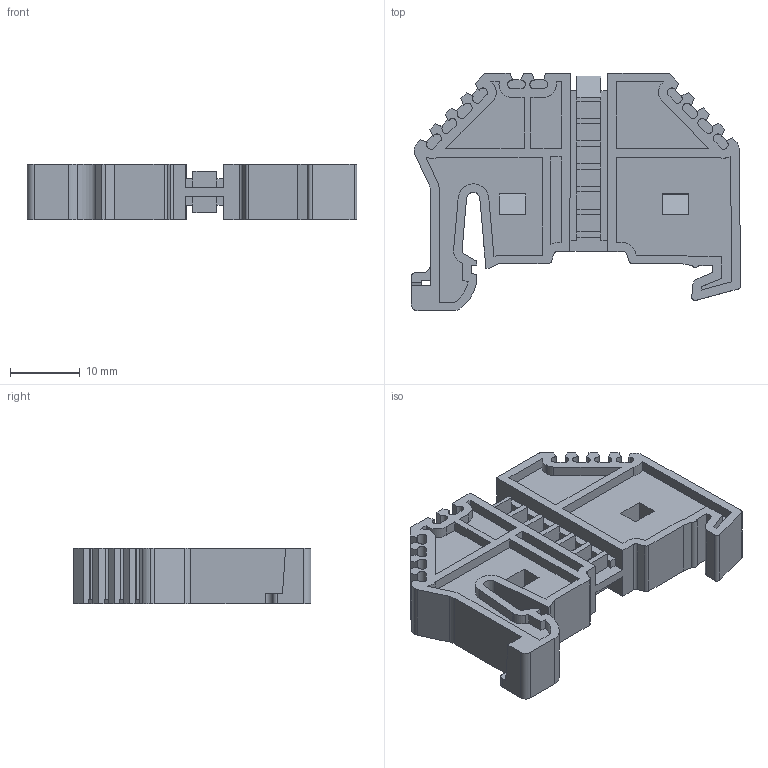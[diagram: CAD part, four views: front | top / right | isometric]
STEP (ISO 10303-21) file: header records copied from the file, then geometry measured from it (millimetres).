
FILE_DESCRIPTION (( 'STEP AP214' ), '1' );
FILE_NAME ('KN-EB4.step', '2015-05-04T11:25:08', ( '' ), ( '' ), 'SwSTEP 2.0', 'SolidWorks 2014', '' );
FILE_SCHEMA (( 'AUTOMOTIVE_DESIGN' ));
Length unit declared in the file: millimetre
Products named in the file (1): KN-EB4
Bounding box: 47.12 x 34 x 8 mm (x, y, z)
Volume: 6334.9 mm3; surface area: 5847.1 mm2
Topology: 2 solids, 2 shells, 442 faces, 1235 edges, 806 vertices
Faces by surface type: plane 355, cylinder 87
Entity records: 18860 total; most frequent: CARTESIAN_POINT 2484, ORIENTED_EDGE 2470, DIRECTION 2299, EDGE_CURVE 1235, LINE 1057, VECTOR 1057, VERTEX_POINT 806, AXIS2_PLACEMENT_3D 621
